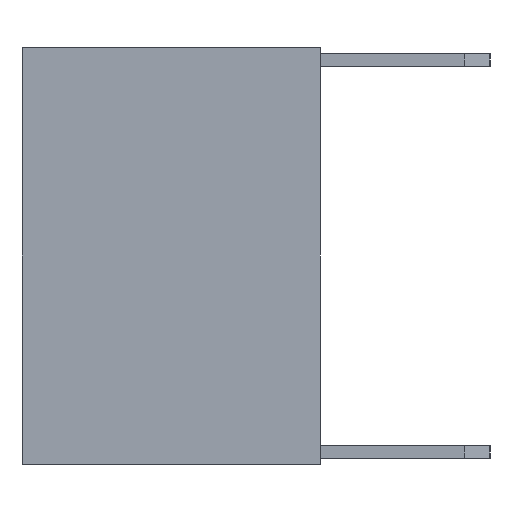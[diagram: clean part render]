
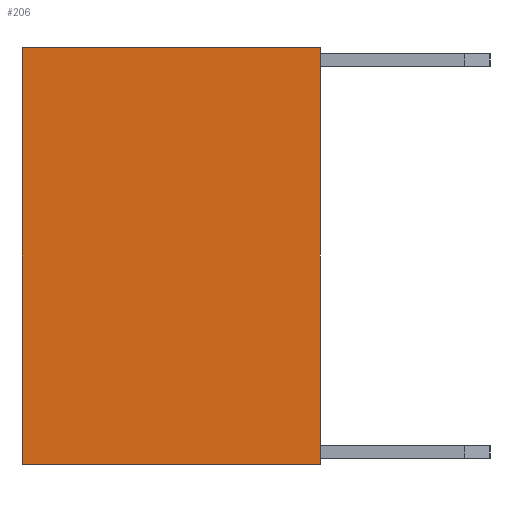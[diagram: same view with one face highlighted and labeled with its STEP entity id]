
A CAD part, left-side view. The second image highlights one B-rep face of the part: STEP entity #206.
In plain terms, the highlighted planar face has unit normal (-1, 0, 0).
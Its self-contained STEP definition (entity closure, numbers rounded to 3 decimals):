
#206=ADVANCED_FACE('',(#2666),#1436,.T.);
#1436=PLANE('',#22195);
#2666=FACE_OUTER_BOUND('',#3964,.T.);
#3964=EDGE_LOOP('',(#5778,#5779,#5780,#5781));
#5778=ORIENTED_EDGE('',*,*,#13280,.T.);
#5779=ORIENTED_EDGE('',*,*,#13560,.T.);
#5780=ORIENTED_EDGE('',*,*,#13663,.F.);
#5781=ORIENTED_EDGE('',*,*,#13664,.T.);
#11368=VERTEX_POINT('',#29157);
#11369=VERTEX_POINT('',#29159);
#11647=VERTEX_POINT('',#29717);
#11716=VERTEX_POINT('',#29892);
#13280=EDGE_CURVE('',#11369,#11368,#16284,.T.);
#13560=EDGE_CURVE('',#11368,#11647,#16564,.T.);
#13663=EDGE_CURVE('',#11716,#11647,#16667,.T.);
#13664=EDGE_CURVE('',#11716,#11369,#16668,.T.);
#16284=LINE('',#29158,#19288);
#16564=LINE('',#29718,#19568);
#16667=LINE('',#29891,#19671);
#16668=LINE('',#29893,#19672);
#19288=VECTOR('',#23591,1.);
#19568=VECTOR('',#23873,1.);
#19671=VECTOR('',#23980,1.);
#19672=VECTOR('',#23981,1.);
#22195=AXIS2_PLACEMENT_3D('',#29894,#23982,#23983);
#23591=DIRECTION('',(0.,0.,1.));
#23873=DIRECTION('',(0.,1.,0.));
#23980=DIRECTION('',(0.,0.,1.));
#23981=DIRECTION('',(0.,-1.,0.));
#23982=DIRECTION('',(-1.,0.,0.));
#23983=DIRECTION('',(0.,0.,1.));
#29157=CARTESIAN_POINT('',(0.,0.,8.1));
#29158=CARTESIAN_POINT('',(0.,0.,0.));
#29159=CARTESIAN_POINT('',(0.,0.,0.));
#29717=CARTESIAN_POINT('',(0.,5.8,8.1));
#29718=CARTESIAN_POINT('',(0.,2.9,8.1));
#29891=CARTESIAN_POINT('',(0.,5.8,0.));
#29892=CARTESIAN_POINT('',(0.,5.8,0.));
#29893=CARTESIAN_POINT('',(0.,2.9,0.));
#29894=CARTESIAN_POINT('',(0.,2.9,0.));
